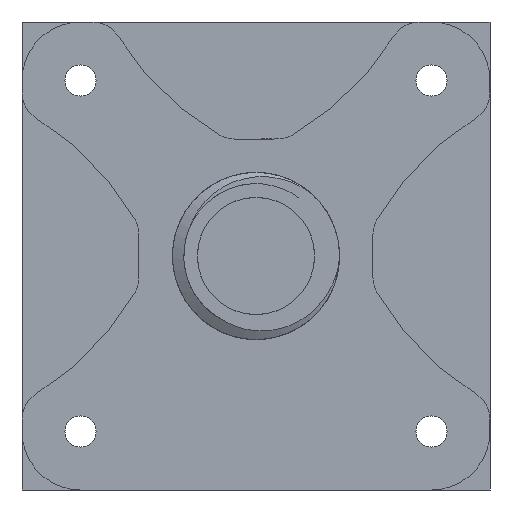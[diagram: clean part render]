
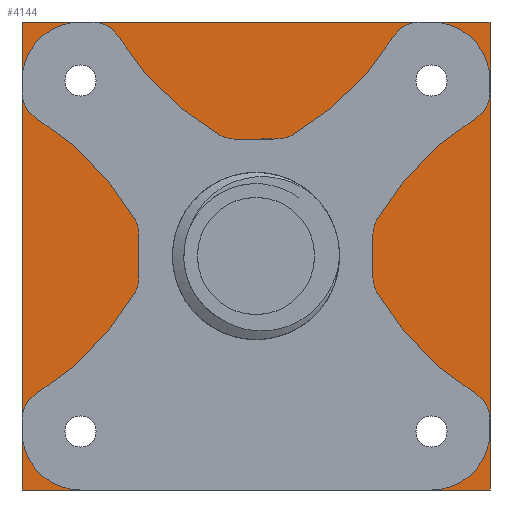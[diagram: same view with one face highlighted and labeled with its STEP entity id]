
A CAD part, front view. The second image highlights one B-rep face of the part: STEP entity #4144.
In plain terms, the highlighted planar face has unit normal (0, -1, 0).
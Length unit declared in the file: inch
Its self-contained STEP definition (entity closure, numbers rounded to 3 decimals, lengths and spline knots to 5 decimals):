
#76 = CARTESIAN_POINT ( 'NONE',  ( -1.5748, 0., 1.5748 ) ) ;
#83 = VERTEX_POINT ( 'NONE', #6852 ) ;
#93 = EDGE_CURVE ( 'NONE', #13181, #1713, #11959, .T. ) ;
#183 = DIRECTION ( 'NONE',  ( 0., 0., 1. ) ) ;
#352 = ORIENTED_EDGE ( 'NONE', *, *, #12271, .F. ) ;
#479 = CIRCLE ( 'NONE', #8637, 0.10827 ) ;
#585 = DIRECTION ( 'NONE',  ( 0., 0., 1. ) ) ;
#664 = LINE ( 'NONE', #1492, #5922 ) ;
#763 = AXIS2_PLACEMENT_3D ( 'NONE', #5795, #2350, #11457 ) ;
#1015 = AXIS2_PLACEMENT_3D ( 'NONE', #13338, #13131, #6422 ) ;
#1050 = ORIENTED_EDGE ( 'NONE', *, *, #5736, .T. ) ;
#1111 = AXIS2_PLACEMENT_3D ( 'NONE', #13907, #9845, #9797 ) ;
#1213 = EDGE_CURVE ( 'NONE', #7088, #2743, #12126, .T. ) ;
#1257 = ORIENTED_EDGE ( 'NONE', *, *, #14149, .F. ) ;
#1328 = EDGE_CURVE ( 'NONE', #83, #14993, #13698, .T. ) ;
#1492 = CARTESIAN_POINT ( 'NONE',  ( -1.5748, 0., 1.5748 ) ) ;
#1569 = DIRECTION ( 'NONE',  ( 0., 0., 1. ) ) ;
#1713 = VERTEX_POINT ( 'NONE', #11091 ) ;
#2014 = DIRECTION ( 'NONE',  ( 0., -1., 0. ) ) ;
#2148 = CARTESIAN_POINT ( 'NONE',  ( -1.5748, 0., -1.5748 ) ) ;
#2350 = DIRECTION ( 'NONE',  ( 0., 1., 0. ) ) ;
#2375 = ORIENTED_EDGE ( 'NONE', *, *, #13513, .F. ) ;
#2396 = DIRECTION ( 'NONE',  ( 0., 1., 0. ) ) ;
#2444 = CARTESIAN_POINT ( 'NONE',  ( 0., 0., 0. ) ) ;
#2492 = ORIENTED_EDGE ( 'NONE', *, *, #6868, .F. ) ;
#2624 = DIRECTION ( 'NONE',  ( 0., 1., 0. ) ) ;
#2667 = EDGE_LOOP ( 'NONE', ( #2375, #352, #3861, #2492 ) ) ;
#2731 = EDGE_CURVE ( 'NONE', #8843, #14567, #479, .T. ) ;
#2743 = VERTEX_POINT ( 'NONE', #4253 ) ;
#3174 = FACE_BOUND ( 'NONE', #14187, .T. ) ;
#3629 = VERTEX_POINT ( 'NONE', #4121 ) ;
#3664 = CARTESIAN_POINT ( 'NONE',  ( 1.1811, 0., 1.07283 ) ) ;
#3799 = EDGE_CURVE ( 'NONE', #1713, #13181, #6786, .T. ) ;
#3861 = ORIENTED_EDGE ( 'NONE', *, *, #13034, .F. ) ;
#4088 = CARTESIAN_POINT ( 'NONE',  ( -1.1811, 0., 1.1811 ) ) ;
#4121 = CARTESIAN_POINT ( 'NONE',  ( 1.1811, 0., 1.28937 ) ) ;
#4144 = ADVANCED_FACE ( 'NONE', ( #8210, #7143, #13814, #10756, #3174, #7684 ), #9377, .F. ) ;
#4239 = CARTESIAN_POINT ( 'NONE',  ( 0., 0., 0. ) ) ;
#4253 = CARTESIAN_POINT ( 'NONE',  ( -1.1811, 0., 1.07283 ) ) ;
#4362 = CARTESIAN_POINT ( 'NONE',  ( 1.5748, 0., -1.5748 ) ) ;
#4387 = AXIS2_PLACEMENT_3D ( 'NONE', #4088, #7512, #585 ) ;
#4434 = VECTOR ( 'NONE', #13407, 39.37008 ) ;
#4618 = LINE ( 'NONE', #6759, #7319 ) ;
#4658 = CARTESIAN_POINT ( 'NONE',  ( 0., 0., -0.40354 ) ) ;
#5359 = AXIS2_PLACEMENT_3D ( 'NONE', #11788, #2624, #1569 ) ;
#5504 = DIRECTION ( 'NONE',  ( 0., 0., -1. ) ) ;
#5584 = ORIENTED_EDGE ( 'NONE', *, *, #2731, .F. ) ;
#5736 = EDGE_CURVE ( 'NONE', #3629, #10716, #14263, .T. ) ;
#5794 = CARTESIAN_POINT ( 'NONE',  ( 1.1811, 0., -1.1811 ) ) ;
#5795 = CARTESIAN_POINT ( 'NONE',  ( -1.1811, 0., -1.1811 ) ) ;
#5922 = VECTOR ( 'NONE', #10794, 39.37008 ) ;
#6038 = CARTESIAN_POINT ( 'NONE',  ( 0., 0., 0. ) ) ;
#6201 = CIRCLE ( 'NONE', #1111, 0.10827 ) ;
#6419 = ORIENTED_EDGE ( 'NONE', *, *, #93, .T. ) ;
#6422 = DIRECTION ( 'NONE',  ( 0., 0., 1. ) ) ;
#6730 = DIRECTION ( 'NONE',  ( 0., 0., 1. ) ) ;
#6759 = CARTESIAN_POINT ( 'NONE',  ( -1.5748, 0., -1.5748 ) ) ;
#6786 = CIRCLE ( 'NONE', #7686, 0.10827 ) ;
#6852 = CARTESIAN_POINT ( 'NONE',  ( 0., 0., 0.40354 ) ) ;
#6868 = EDGE_CURVE ( 'NONE', #7318, #9882, #14247, .T. ) ;
#6951 = DIRECTION ( 'NONE',  ( 0., 0., 1. ) ) ;
#7088 = VERTEX_POINT ( 'NONE', #11544 ) ;
#7143 = FACE_BOUND ( 'NONE', #7300, .T. ) ;
#7300 = EDGE_LOOP ( 'NONE', ( #8856, #6419 ) ) ;
#7318 = VERTEX_POINT ( 'NONE', #4362 ) ;
#7319 = VECTOR ( 'NONE', #9088, 39.37008 ) ;
#7493 = LINE ( 'NONE', #14537, #4434 ) ;
#7512 = DIRECTION ( 'NONE',  ( 0., -1., 0. ) ) ;
#7684 = FACE_OUTER_BOUND ( 'NONE', #2667, .T. ) ;
#7686 = AXIS2_PLACEMENT_3D ( 'NONE', #13544, #10220, #6730 ) ;
#7958 = VERTEX_POINT ( 'NONE', #8785 ) ;
#8210 = FACE_BOUND ( 'NONE', #14796, .T. ) ;
#8241 = CARTESIAN_POINT ( 'NONE',  ( 1.1811, 0., -1.28937 ) ) ;
#8637 = AXIS2_PLACEMENT_3D ( 'NONE', #8838, #2014, #13560 ) ;
#8723 = ORIENTED_EDGE ( 'NONE', *, *, #11586, .T. ) ;
#8747 = AXIS2_PLACEMENT_3D ( 'NONE', #5794, #13856, #6951 ) ;
#8785 = CARTESIAN_POINT ( 'NONE',  ( 1.5748, 0., 1.5748 ) ) ;
#8838 = CARTESIAN_POINT ( 'NONE',  ( 1.1811, 0., -1.1811 ) ) ;
#8843 = VERTEX_POINT ( 'NONE', #12145 ) ;
#8856 = ORIENTED_EDGE ( 'NONE', *, *, #3799, .T. ) ;
#9023 = DIRECTION ( 'NONE',  ( -1., 0., 0. ) ) ;
#9041 = AXIS2_PLACEMENT_3D ( 'NONE', #2444, #2396, #183 ) ;
#9088 = DIRECTION ( 'NONE',  ( 0., 0., 1. ) ) ;
#9377 = PLANE ( 'NONE',  #9041 ) ;
#9590 = EDGE_CURVE ( 'NONE', #14993, #83, #10993, .T. ) ;
#9686 = DIRECTION ( 'NONE',  ( 0., 0., -1. ) ) ;
#9797 = DIRECTION ( 'NONE',  ( 0., 0., 1. ) ) ;
#9845 = DIRECTION ( 'NONE',  ( 0., -1., 0. ) ) ;
#9882 = VERTEX_POINT ( 'NONE', #12186 ) ;
#10220 = DIRECTION ( 'NONE',  ( 0., 1., 0. ) ) ;
#10239 = ORIENTED_EDGE ( 'NONE', *, *, #9590, .F. ) ;
#10716 = VERTEX_POINT ( 'NONE', #3664 ) ;
#10756 = FACE_BOUND ( 'NONE', #11994, .T. ) ;
#10794 = DIRECTION ( 'NONE',  ( 1., 0., 0. ) ) ;
#10840 = EDGE_LOOP ( 'NONE', ( #5584, #12188 ) ) ;
#10915 = CIRCLE ( 'NONE', #5359, 0.10827 ) ;
#10993 = CIRCLE ( 'NONE', #14890, 0.40354 ) ;
#11090 = ORIENTED_EDGE ( 'NONE', *, *, #1213, .F. ) ;
#11091 = CARTESIAN_POINT ( 'NONE',  ( -1.1811, 0., -1.07283 ) ) ;
#11165 = DIRECTION ( 'NONE',  ( 0., -1., 0. ) ) ;
#11344 = CIRCLE ( 'NONE', #8747, 0.10827 ) ;
#11457 = DIRECTION ( 'NONE',  ( 0., 0., 1. ) ) ;
#11544 = CARTESIAN_POINT ( 'NONE',  ( -1.1811, 0., 1.28937 ) ) ;
#11586 = EDGE_CURVE ( 'NONE', #10716, #3629, #10915, .T. ) ;
#11788 = CARTESIAN_POINT ( 'NONE',  ( 1.1811, 0., 1.1811 ) ) ;
#11959 = CIRCLE ( 'NONE', #763, 0.10827 ) ;
#11994 = EDGE_LOOP ( 'NONE', ( #1050, #8723 ) ) ;
#12063 = DIRECTION ( 'NONE',  ( 0., -1., 0. ) ) ;
#12126 = CIRCLE ( 'NONE', #4387, 0.10827 ) ;
#12145 = CARTESIAN_POINT ( 'NONE',  ( 1.1811, 0., -1.07283 ) ) ;
#12186 = CARTESIAN_POINT ( 'NONE',  ( -1.5748, 0., -1.5748 ) ) ;
#12188 = ORIENTED_EDGE ( 'NONE', *, *, #12673, .F. ) ;
#12271 = EDGE_CURVE ( 'NONE', #13768, #7958, #664, .T. ) ;
#12673 = EDGE_CURVE ( 'NONE', #14567, #8843, #11344, .T. ) ;
#12946 = ORIENTED_EDGE ( 'NONE', *, *, #1328, .F. ) ;
#13034 = EDGE_CURVE ( 'NONE', #9882, #13768, #4618, .T. ) ;
#13131 = DIRECTION ( 'NONE',  ( 0., 1., 0. ) ) ;
#13181 = VERTEX_POINT ( 'NONE', #14024 ) ;
#13335 = VECTOR ( 'NONE', #9023, 39.37008 ) ;
#13338 = CARTESIAN_POINT ( 'NONE',  ( 1.1811, 0., 1.1811 ) ) ;
#13407 = DIRECTION ( 'NONE',  ( 0., 0., -1. ) ) ;
#13513 = EDGE_CURVE ( 'NONE', #7958, #7318, #7493, .T. ) ;
#13544 = CARTESIAN_POINT ( 'NONE',  ( -1.1811, 0., -1.1811 ) ) ;
#13560 = DIRECTION ( 'NONE',  ( 0., 0., 1. ) ) ;
#13698 = CIRCLE ( 'NONE', #14529, 0.40354 ) ;
#13768 = VERTEX_POINT ( 'NONE', #76 ) ;
#13814 = FACE_BOUND ( 'NONE', #10840, .T. ) ;
#13856 = DIRECTION ( 'NONE',  ( 0., -1., 0. ) ) ;
#13907 = CARTESIAN_POINT ( 'NONE',  ( -1.1811, 0., 1.1811 ) ) ;
#14024 = CARTESIAN_POINT ( 'NONE',  ( -1.1811, 0., -1.28937 ) ) ;
#14149 = EDGE_CURVE ( 'NONE', #2743, #7088, #6201, .T. ) ;
#14187 = EDGE_LOOP ( 'NONE', ( #11090, #1257 ) ) ;
#14247 = LINE ( 'NONE', #2148, #13335 ) ;
#14263 = CIRCLE ( 'NONE', #1015, 0.10827 ) ;
#14529 = AXIS2_PLACEMENT_3D ( 'NONE', #4239, #11165, #5504 ) ;
#14537 = CARTESIAN_POINT ( 'NONE',  ( 1.5748, 0., -1.5748 ) ) ;
#14567 = VERTEX_POINT ( 'NONE', #8241 ) ;
#14796 = EDGE_LOOP ( 'NONE', ( #10239, #12946 ) ) ;
#14890 = AXIS2_PLACEMENT_3D ( 'NONE', #6038, #12063, #9686 ) ;
#14993 = VERTEX_POINT ( 'NONE', #4658 ) ;
